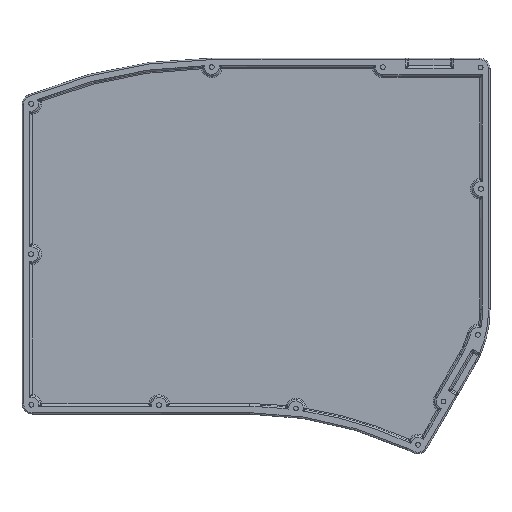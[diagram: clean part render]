
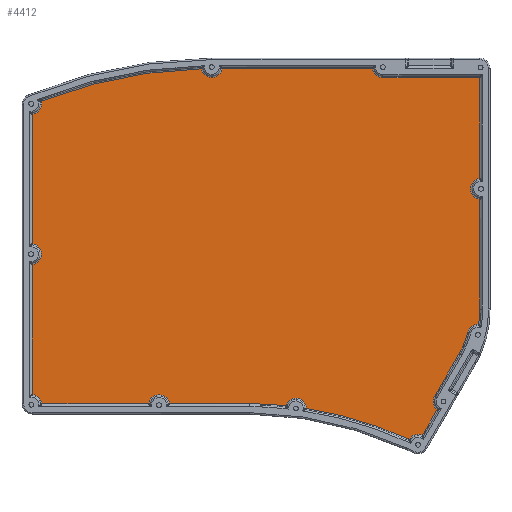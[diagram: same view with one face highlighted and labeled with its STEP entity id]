
A CAD part, top view. The second image highlights one B-rep face of the part: STEP entity #4412.
In plain terms, the highlighted planar face has unit normal (0, 0, 1).
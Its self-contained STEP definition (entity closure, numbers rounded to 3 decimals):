
#664=FACE_OUTER_BOUND('',#989,.T.);
#989=EDGE_LOOP('',(#3943,#3944,#3945,#3946,#3947,#3948,#3949,#3950,#3951,
#3952,#3953,#3954,#3955,#3956,#3957,#3958,#3959,#3960,#3961,#3962,#3963,
#3964,#3965,#3966,#3967,#3968));
#1133=CIRCLE('',#4627,3.5);
#1148=CIRCLE('',#4651,132.682);
#1176=CIRCLE('',#4701,3.5);
#1218=CIRCLE('',#4776,3.5);
#1324=CIRCLE('',#4993,3.5);
#1325=CIRCLE('',#4994,29.565);
#1326=CIRCLE('',#4995,3.5);
#1327=CIRCLE('',#4996,32.565);
#1328=CIRCLE('',#4997,3.5);
#1329=CIRCLE('',#4998,3.5);
#1330=CIRCLE('',#4999,3.5);
#1331=CIRCLE('',#5000,158.423);
#1332=CIRCLE('',#5001,3.5);
#1333=CIRCLE('',#5002,3.5);
#1334=CIRCLE('',#5003,132.682);
#1335=CIRCLE('',#5004,3.5);
#1450=LINE('',#7735,#1683);
#1474=LINE('',#8361,#1707);
#1484=LINE('',#8590,#1717);
#1487=LINE('',#8643,#1720);
#1488=LINE('',#8647,#1721);
#1561=LINE('',#9701,#1794);
#1562=LINE('',#9707,#1795);
#1563=LINE('',#9712,#1796);
#1564=LINE('',#9714,#1797);
#1565=LINE('',#9717,#1798);
#1683=VECTOR('',#5486,10.);
#1707=VECTOR('',#5668,10.);
#1717=VECTOR('',#5732,10.);
#1720=VECTOR('',#5755,10.);
#1721=VECTOR('',#5760,10.);
#1794=VECTOR('',#6325,10.);
#1795=VECTOR('',#6332,10.);
#1796=VECTOR('',#6341,10.);
#1797=VECTOR('',#6344,10.);
#1798=VECTOR('',#6347,10.);
#1983=VERTEX_POINT('',#7649);
#1988=VERTEX_POINT('',#7681);
#1991=VERTEX_POINT('',#7733);
#1996=VERTEX_POINT('',#7794);
#2002=VERTEX_POINT('',#7893);
#2004=VERTEX_POINT('',#7899);
#2012=VERTEX_POINT('',#7985);
#2022=VERTEX_POINT('',#8125);
#2026=VERTEX_POINT('',#8183);
#2032=VERTEX_POINT('',#8295);
#2037=VERTEX_POINT('',#8359);
#2041=VERTEX_POINT('',#8422);
#2046=VERTEX_POINT('',#8485);
#2052=VERTEX_POINT('',#8582);
#2054=VERTEX_POINT('',#8588);
#2056=VERTEX_POINT('',#8606);
#2057=VERTEX_POINT('',#8645);
#2062=VERTEX_POINT('',#8706);
#2069=VERTEX_POINT('',#8823);
#2071=VERTEX_POINT('',#8829);
#2080=VERTEX_POINT('',#8997);
#2154=VERTEX_POINT('',#9698);
#2155=VERTEX_POINT('',#9700);
#2156=VERTEX_POINT('',#9702);
#2157=VERTEX_POINT('',#9705);
#2158=VERTEX_POINT('',#9716);
#2416=EDGE_CURVE('',#1988,#1983,#1133,.T.);
#2419=EDGE_CURVE('',#1991,#1988,#1450,.T.);
#2442=EDGE_CURVE('',#2004,#2002,#1148,.T.);
#2501=EDGE_CURVE('',#2032,#2004,#1176,.T.);
#2511=EDGE_CURVE('',#2037,#2032,#1474,.T.);
#2543=EDGE_CURVE('',#2054,#2052,#1484,.T.);
#2552=EDGE_CURVE('',#2056,#2041,#1487,.T.);
#2554=EDGE_CURVE('',#2057,#2056,#1488,.T.);
#2582=EDGE_CURVE('',#2071,#2069,#1218,.T.);
#2777=EDGE_CURVE('',#2154,#2037,#1324,.T.);
#2778=EDGE_CURVE('',#2155,#2154,#1561,.T.);
#2779=EDGE_CURVE('',#2156,#2155,#1325,.T.);
#2780=EDGE_CURVE('',#2080,#2156,#1326,.T.);
#2781=EDGE_CURVE('',#2157,#2080,#1327,.T.);
#2782=EDGE_CURVE('',#2046,#2157,#1562,.T.);
#2783=EDGE_CURVE('',#2041,#2046,#1328,.T.);
#2784=EDGE_CURVE('',#2052,#2057,#1329,.T.);
#2785=EDGE_CURVE('',#2062,#2054,#1330,.T.);
#2786=EDGE_CURVE('',#2069,#2062,#1331,.T.);
#2787=EDGE_CURVE('',#1983,#2071,#1563,.T.);
#2788=EDGE_CURVE('',#2012,#1991,#1332,.T.);
#2789=EDGE_CURVE('',#2026,#2012,#1564,.T.);
#2790=EDGE_CURVE('',#2022,#2026,#1333,.T.);
#2791=EDGE_CURVE('',#2158,#2022,#1565,.T.);
#2792=EDGE_CURVE('',#1996,#2158,#1334,.T.);
#2793=EDGE_CURVE('',#2002,#1996,#1335,.T.);
#3943=ORIENTED_EDGE('',*,*,#2501,.F.);
#3944=ORIENTED_EDGE('',*,*,#2511,.F.);
#3945=ORIENTED_EDGE('',*,*,#2777,.F.);
#3946=ORIENTED_EDGE('',*,*,#2778,.F.);
#3947=ORIENTED_EDGE('',*,*,#2779,.F.);
#3948=ORIENTED_EDGE('',*,*,#2780,.F.);
#3949=ORIENTED_EDGE('',*,*,#2781,.F.);
#3950=ORIENTED_EDGE('',*,*,#2782,.F.);
#3951=ORIENTED_EDGE('',*,*,#2783,.F.);
#3952=ORIENTED_EDGE('',*,*,#2552,.F.);
#3953=ORIENTED_EDGE('',*,*,#2554,.F.);
#3954=ORIENTED_EDGE('',*,*,#2784,.F.);
#3955=ORIENTED_EDGE('',*,*,#2543,.F.);
#3956=ORIENTED_EDGE('',*,*,#2785,.F.);
#3957=ORIENTED_EDGE('',*,*,#2786,.F.);
#3958=ORIENTED_EDGE('',*,*,#2582,.F.);
#3959=ORIENTED_EDGE('',*,*,#2787,.F.);
#3960=ORIENTED_EDGE('',*,*,#2416,.F.);
#3961=ORIENTED_EDGE('',*,*,#2419,.F.);
#3962=ORIENTED_EDGE('',*,*,#2788,.F.);
#3963=ORIENTED_EDGE('',*,*,#2789,.F.);
#3964=ORIENTED_EDGE('',*,*,#2790,.F.);
#3965=ORIENTED_EDGE('',*,*,#2791,.F.);
#3966=ORIENTED_EDGE('',*,*,#2792,.F.);
#3967=ORIENTED_EDGE('',*,*,#2793,.F.);
#3968=ORIENTED_EDGE('',*,*,#2442,.F.);
#4129=PLANE('',#4992);
#4412=ADVANCED_FACE('',(#664),#4129,.T.);
#4627=AXIS2_PLACEMENT_3D('',#7729,#5479,#5480);
#4651=AXIS2_PLACEMENT_3D('',#7901,#5533,#5534);
#4701=AXIS2_PLACEMENT_3D('',#8297,#5649,#5650);
#4776=AXIS2_PLACEMENT_3D('',#8831,#5822,#5823);
#4992=AXIS2_PLACEMENT_3D('',#9697,#6321,#6322);
#4993=AXIS2_PLACEMENT_3D('',#9699,#6323,#6324);
#4994=AXIS2_PLACEMENT_3D('',#9703,#6326,#6327);
#4995=AXIS2_PLACEMENT_3D('',#9704,#6328,#6329);
#4996=AXIS2_PLACEMENT_3D('',#9706,#6330,#6331);
#4997=AXIS2_PLACEMENT_3D('',#9708,#6333,#6334);
#4998=AXIS2_PLACEMENT_3D('',#9709,#6335,#6336);
#4999=AXIS2_PLACEMENT_3D('',#9710,#6337,#6338);
#5000=AXIS2_PLACEMENT_3D('',#9711,#6339,#6340);
#5001=AXIS2_PLACEMENT_3D('',#9713,#6342,#6343);
#5002=AXIS2_PLACEMENT_3D('',#9715,#6345,#6346);
#5003=AXIS2_PLACEMENT_3D('',#9718,#6348,#6349);
#5004=AXIS2_PLACEMENT_3D('',#9719,#6350,#6351);
#5479=DIRECTION('center_axis',(0.,0.,1.));
#5480=DIRECTION('ref_axis',(1.,0.,0.));
#5486=DIRECTION('',(0.,1.,0.));
#5533=DIRECTION('center_axis',(0.,0.,1.));
#5534=DIRECTION('ref_axis',(0.288,0.958,0.));
#5649=DIRECTION('center_axis',(0.,0.,1.));
#5650=DIRECTION('ref_axis',(-0.295,0.956,0.));
#5668=DIRECTION('',(-0.5,-0.866,0.));
#5732=DIRECTION('',(1.,0.,0.));
#5755=DIRECTION('',(0.,-1.,0.));
#5760=DIRECTION('',(1.,0.,0.));
#5822=DIRECTION('center_axis',(0.,0.,1.));
#5823=DIRECTION('ref_axis',(0.83,-0.558,0.));
#6321=DIRECTION('center_axis',(0.,0.,1.));
#6322=DIRECTION('ref_axis',(1.,0.,0.));
#6323=DIRECTION('center_axis',(0.,0.,1.));
#6324=DIRECTION('ref_axis',(-0.966,-0.259,0.));
#6325=DIRECTION('',(-0.5,-0.866,0.));
#6326=DIRECTION('center_axis',(0.,0.,-1.));
#6327=DIRECTION('ref_axis',(0.927,-0.375,0.));
#6328=DIRECTION('center_axis',(0.,0.,1.));
#6329=DIRECTION('ref_axis',(-0.527,0.85,0.));
#6330=DIRECTION('center_axis',(0.,0.,-1.));
#6331=DIRECTION('ref_axis',(0.997,-0.075,0.));
#6332=DIRECTION('',(0.,-1.,0.));
#6333=DIRECTION('center_axis',(0.,0.,1.));
#6334=DIRECTION('ref_axis',(-1.,0.,0.));
#6335=DIRECTION('center_axis',(0.,0.,1.));
#6336=DIRECTION('ref_axis',(-0.707,-0.707,0.));
#6337=DIRECTION('center_axis',(0.,0.,1.));
#6338=DIRECTION('ref_axis',(0.006,-1.,0.));
#6339=DIRECTION('center_axis',(0.,0.,-1.));
#6340=DIRECTION('ref_axis',(-0.198,0.98,0.));
#6341=DIRECTION('',(0.,1.,0.));
#6342=DIRECTION('center_axis',(0.,0.,1.));
#6343=DIRECTION('ref_axis',(0.707,0.707,0.));
#6344=DIRECTION('',(-1.,0.,0.));
#6345=DIRECTION('center_axis',(0.,0.,1.));
#6346=DIRECTION('ref_axis',(0.,1.,0.));
#6347=DIRECTION('',(-1.,0.,0.));
#6348=DIRECTION('center_axis',(0.,0.,1.));
#6349=DIRECTION('ref_axis',(0.059,0.998,0.));
#6350=DIRECTION('center_axis',(0.,0.,1.));
#6351=DIRECTION('ref_axis',(0.129,0.992,0.));
#7649=CARTESIAN_POINT('',(7.5,-65.142,0.));
#7681=CARTESIAN_POINT('',(7.5,-72.07,0.));
#7729=CARTESIAN_POINT('Origin',(7.,-68.606,0.));
#7733=CARTESIAN_POINT('',(7.5,-115.611,0.));
#7735=CARTESIAN_POINT('',(7.5,-92.661,0.));
#7794=CARTESIAN_POINT('',(92.427,-119.436,0.));
#7893=CARTESIAN_POINT('',(99.31,-120.333,0.));
#7899=CARTESIAN_POINT('',(133.814,-130.698,0.));
#7901=CARTESIAN_POINT('Origin',(78.743,-251.411,0.));
#7985=CARTESIAN_POINT('',(10.629,-118.74,0.));
#8125=CARTESIAN_POINT('',(53.417,-118.739,0.));
#8183=CARTESIAN_POINT('',(46.489,-118.739,0.));
#8295=CARTESIAN_POINT('',(138.22,-129.333,0.));
#8297=CARTESIAN_POINT('Origin',(136.796,-132.53,0.));
#8359=CARTESIAN_POINT('',(143.17,-120.763,0.));
#8361=CARTESIAN_POINT('',(146.852,-114.39,0.));
#8422=CARTESIAN_POINT('',(157.407,-43.242,0.));
#8485=CARTESIAN_POINT('',(157.407,-50.17,0.));
#8582=CARTESIAN_POINT('',(121.536,-6.398,0.));
#8588=CARTESIAN_POINT('',(71.099,-6.398,0.));
#8590=CARTESIAN_POINT('',(76.545,-6.398,0.));
#8606=CARTESIAN_POINT('',(157.407,-9.398,0.));
#8643=CARTESIAN_POINT('',(157.407,-39.062,0.));
#8645=CARTESIAN_POINT('',(125.,-9.398,0.));
#8647=CARTESIAN_POINT('',(75.047,-9.398,0.));
#8706=CARTESIAN_POINT('',(64.178,-6.447,0.));
#8823=CARTESIAN_POINT('',(10.46,-17.28,0.));
#8829=CARTESIAN_POINT('',(7.5,-21.672,0.));
#8831=CARTESIAN_POINT('Origin',(7.082,-18.197,0.));
#8997=CARTESIAN_POINT('',(157.057,-92.162,0.));
#9697=CARTESIAN_POINT('Origin',(82.454,-69.225,0.));
#9698=CARTESIAN_POINT('',(142.305,-116.263,0.));
#9699=CARTESIAN_POINT('Origin',(145.335,-118.014,0.));
#9700=CARTESIAN_POINT('',(150.553,-101.985,0.));
#9701=CARTESIAN_POINT('',(149.129,-104.451,0.));
#9702=CARTESIAN_POINT('',(153.469,-94.781,0.));
#9703=CARTESIAN_POINT('Origin',(124.844,-87.386,0.));
#9704=CARTESIAN_POINT('Origin',(156.858,-95.656,0.));
#9705=CARTESIAN_POINT('',(157.407,-87.017,0.));
#9706=CARTESIAN_POINT('Origin',(124.844,-87.386,0.));
#9707=CARTESIAN_POINT('',(157.407,-59.466,0.));
#9708=CARTESIAN_POINT('Origin',(157.907,-46.706,0.));
#9709=CARTESIAN_POINT('Origin',(125.,-5.898,0.));
#9710=CARTESIAN_POINT('Origin',(67.635,-5.898,0.));
#9711=CARTESIAN_POINT('Origin',(68.164,-164.82,0.));
#9712=CARTESIAN_POINT('',(7.5,-68.515,0.));
#9713=CARTESIAN_POINT('Origin',(7.146,-119.093,0.));
#9714=CARTESIAN_POINT('',(64.704,-118.739,0.));
#9715=CARTESIAN_POINT('Origin',(49.953,-119.239,0.));
#9716=CARTESIAN_POINT('',(80.321,-118.738,0.));
#9717=CARTESIAN_POINT('',(81.387,-118.738,0.));
#9718=CARTESIAN_POINT('Origin',(78.743,-251.411,0.));
#9719=CARTESIAN_POINT('Origin',(95.81,-120.335,0.));
